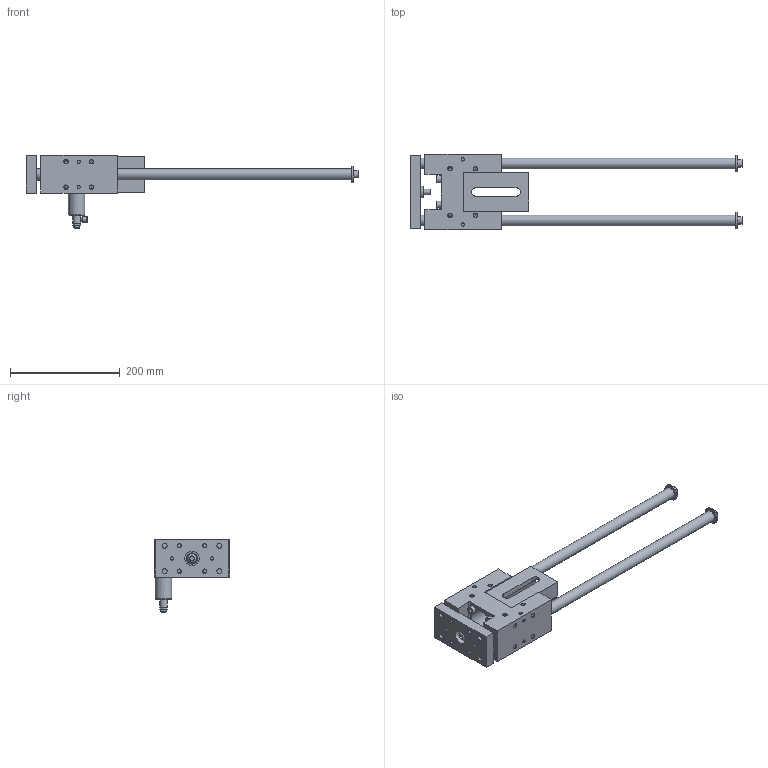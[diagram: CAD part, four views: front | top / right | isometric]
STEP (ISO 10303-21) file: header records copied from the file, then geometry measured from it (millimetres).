
FILE_DESCRIPTION( ( 'STEP AP214' ), '1' );
FILE_NAME( '3267296.step', '2006-07-10T13:51:19', ( ' ' ), ( ' ' ), 'XStep 1.0', ' ', ' ' );
FILE_SCHEMA( ( 'automotive_design' ) );
Length unit declared in the file: metre
Products named in the file (2): 1; 2
Bounding box: 606 x 137 x 134.16 mm (x, y, z)
Volume: 1515522.5 mm3; surface area: 280121.8 mm2
Topology: 2 solids, 12 shells, 467 faces, 1082 edges, 708 vertices
Faces by surface type: plane 223, cylinder 167, cone 69, sphere 4, torus 4
Full cylindrical faces by diameter (mm): 3.5 x1, 4.5 x1, 4.918 x14, 6 x15, 6.5 x3, 6.647 x34, 7.2 x1, 8 x7, 8.2 x12, 8.5 x3, 9 x4, 9.9 x1, 10 x6, 10.5 x1, 11 x3, 13 x6, 14 x1, 15 x4, 20 x5, 21 x2, 26 x1, 30 x3, 55 x1
Entity records: 16188 total; most frequent: CARTESIAN_POINT 2833, DIRECTION 2059, ORIENTED_EDGE 1578, AXIS2_PLACEMENT_3D 852, EDGE_CURVE 789, EDGE_LOOP 767, VERTEX_POINT 630, FACE_OUTER_BOUND 601
